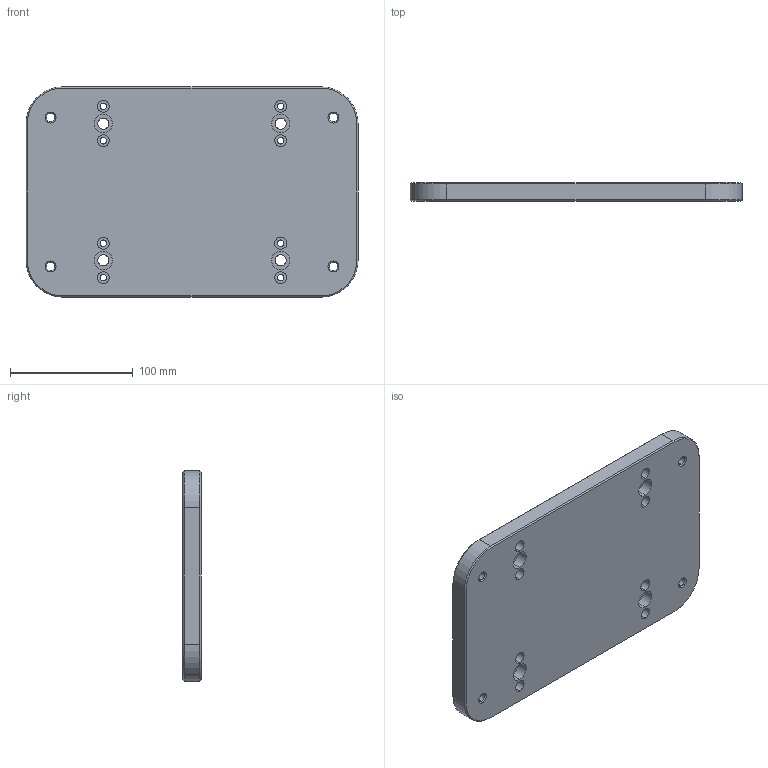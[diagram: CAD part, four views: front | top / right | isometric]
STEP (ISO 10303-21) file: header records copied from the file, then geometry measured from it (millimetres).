
FILE_DESCRIPTION (( 'STEP AP203' ), '1' );
FILE_NAME ('MS001-B.02.004JS.1.1 升降立柱底板法兰.step', '2021-08-27T10:50:52', ( 'Windows User' ), ( 'P R C' ), 'SwSTEP 2.0', 'SolidWorks 2016', '' );
FILE_SCHEMA (( 'CONFIG_CONTROL_DESIGN' ));
Length unit declared in the file: millimetre
Products named in the file (1): MS001-B.02.004JS.1.1 升降立柱底板法兰
Bounding box: 270 x 15 x 171 mm (x, y, z)
Volume: 661254.9 mm3; surface area: 108072.3 mm2
Topology: 1 solids, 1 shells, 162 faces, 405 edges, 262 vertices
Faces by surface type: cylinder 68, plane 63, cone 16, bspline 15
Entity records: 5238 total; most frequent: CARTESIAN_POINT 1187, DIRECTION 821, ORIENTED_EDGE 810, EDGE_CURVE 405, AXIS2_PLACEMENT_3D 300, VERTEX_POINT 262, VECTOR 221, LINE 221
